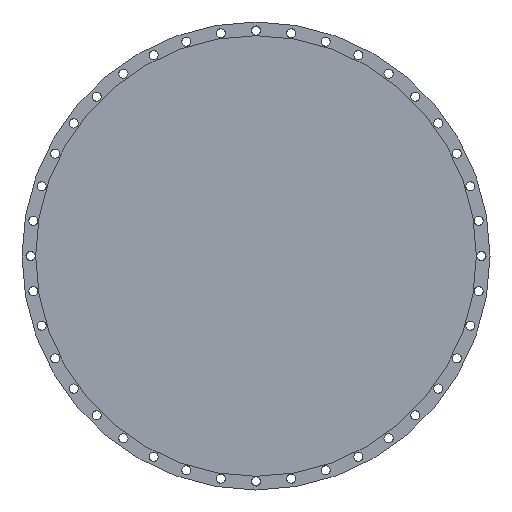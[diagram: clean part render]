
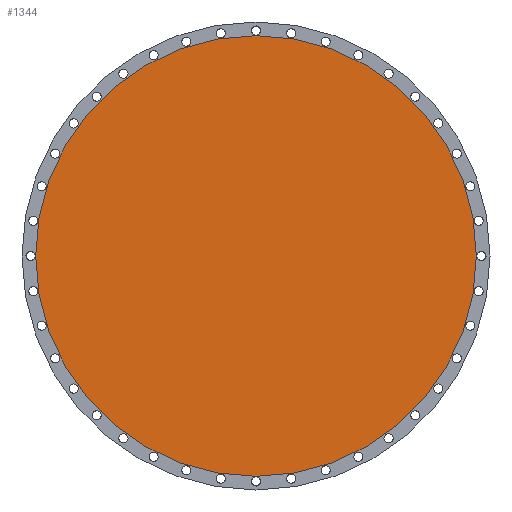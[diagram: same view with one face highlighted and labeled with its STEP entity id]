
A CAD part, left-side view. The second image highlights one B-rep face of the part: STEP entity #1344.
In plain terms, the highlighted planar face has unit normal (-1, 0, 0).
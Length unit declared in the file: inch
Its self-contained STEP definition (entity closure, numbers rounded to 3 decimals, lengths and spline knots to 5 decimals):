
#189 = CARTESIAN_POINT ( 'NONE',  ( 0., 0., 0. ) ) ;
#358 = ORIENTED_EDGE ( 'NONE', *, *, #2208, .T. ) ;
#365 = DIRECTION ( 'NONE',  ( 0., 0., 1. ) ) ;
#390 = CARTESIAN_POINT ( 'NONE',  ( 0., 0., 0. ) ) ;
#445 = CIRCLE ( 'NONE', #2576, 24.125 ) ;
#495 = VERTEX_POINT ( 'NONE', #2938 ) ;
#1025 = AXIS2_PLACEMENT_3D ( 'NONE', #390, #1370, #2069 ) ;
#1226 = EDGE_LOOP ( 'NONE', ( #2632, #358 ) ) ;
#1344 = ADVANCED_FACE ( 'NONE', ( #1430 ), #2415, .T. ) ;
#1370 = DIRECTION ( 'NONE',  ( -1., 0., 0. ) ) ;
#1430 = FACE_OUTER_BOUND ( 'NONE', #1226, .T. ) ;
#1483 = AXIS2_PLACEMENT_3D ( 'NONE', #189, #2924, #2382 ) ;
#2042 = VERTEX_POINT ( 'NONE', #2331 ) ;
#2069 = DIRECTION ( 'NONE',  ( 0., 0., 1. ) ) ;
#2208 = EDGE_CURVE ( 'NONE', #2042, #495, #445, .T. ) ;
#2331 = CARTESIAN_POINT ( 'NONE',  ( 0., 0., -24.125 ) ) ;
#2381 = EDGE_CURVE ( 'NONE', #495, #2042, #2625, .T. ) ;
#2382 = DIRECTION ( 'NONE',  ( 0., 0., 1. ) ) ;
#2415 = PLANE ( 'NONE',  #1483 ) ;
#2576 = AXIS2_PLACEMENT_3D ( 'NONE', #3101, #2621, #365 ) ;
#2621 = DIRECTION ( 'NONE',  ( -1., 0., 0. ) ) ;
#2625 = CIRCLE ( 'NONE', #1025, 24.125 ) ;
#2632 = ORIENTED_EDGE ( 'NONE', *, *, #2381, .T. ) ;
#2924 = DIRECTION ( 'NONE',  ( -1., 0., 0. ) ) ;
#2938 = CARTESIAN_POINT ( 'NONE',  ( 0., 0., 24.125 ) ) ;
#3101 = CARTESIAN_POINT ( 'NONE',  ( 0., 0., 0. ) ) ;
